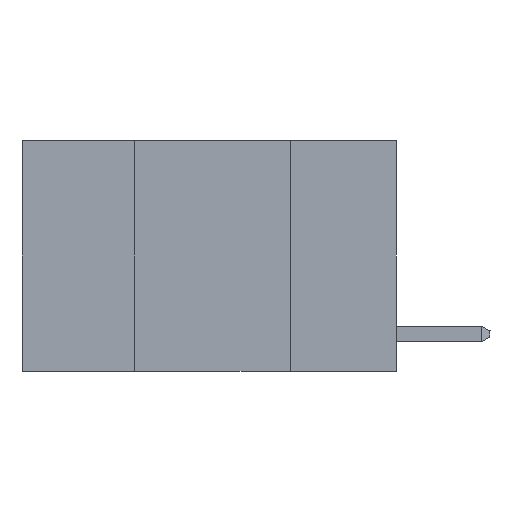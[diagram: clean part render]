
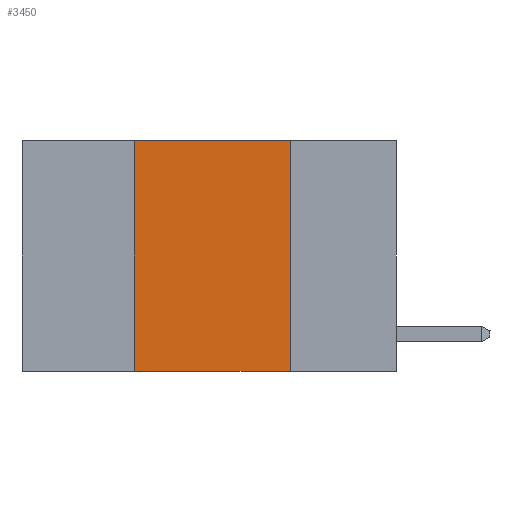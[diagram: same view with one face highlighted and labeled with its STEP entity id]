
A CAD part, left-side view. The second image highlights one B-rep face of the part: STEP entity #3450.
In plain terms, the highlighted planar face has unit normal (-1, 0, 0).
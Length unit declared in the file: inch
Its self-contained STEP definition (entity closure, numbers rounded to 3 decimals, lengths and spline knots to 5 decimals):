
#20 = AXIS2_PLACEMENT_3D ( 'NONE', #1878, #19114, #7647 ) ;
#1425 = ORIENTED_EDGE ( 'NONE', *, *, #14217, .F. ) ;
#1438 = VECTOR ( 'NONE', #20685, 39.37008 ) ;
#1878 = CARTESIAN_POINT ( 'NONE',  ( 0., 0.6, 0. ) ) ;
#2346 = CARTESIAN_POINT ( 'NONE',  ( 0., 0.17, 0. ) ) ;
#3388 = VECTOR ( 'NONE', #21966, 39.37008 ) ;
#3450 = ADVANCED_FACE ( 'NONE', ( #7194 ), #5697, .F. ) ;
#4117 = VECTOR ( 'NONE', #22883, 39.37008 ) ;
#4357 = CARTESIAN_POINT ( 'NONE',  ( 0., 0.42, -0.37 ) ) ;
#5697 = PLANE ( 'NONE',  #20 ) ;
#7194 = FACE_OUTER_BOUND ( 'NONE', #23227, .T. ) ;
#7647 = DIRECTION ( 'NONE',  ( 0., 0., -1. ) ) ;
#8426 = VERTEX_POINT ( 'NONE', #4357 ) ;
#9219 = LINE ( 'NONE', #15279, #4117 ) ;
#10177 = CARTESIAN_POINT ( 'NONE',  ( 0., 0.17, 0. ) ) ;
#12276 = ORIENTED_EDGE ( 'NONE', *, *, #23593, .T. ) ;
#12947 = CARTESIAN_POINT ( 'NONE',  ( 0., 0.17, -0.37 ) ) ;
#14217 = EDGE_CURVE ( 'NONE', #8426, #23736, #21765, .T. ) ;
#15279 = CARTESIAN_POINT ( 'NONE',  ( 0., 0.6, 0. ) ) ;
#15547 = ORIENTED_EDGE ( 'NONE', *, *, #23426, .F. ) ;
#16581 = VECTOR ( 'NONE', #21477, 39.37008 ) ;
#16795 = EDGE_CURVE ( 'NONE', #23736, #18693, #9219, .T. ) ;
#18661 = LINE ( 'NONE', #20069, #3388 ) ;
#18693 = VERTEX_POINT ( 'NONE', #10177 ) ;
#18771 = CARTESIAN_POINT ( 'NONE',  ( 0., 0.42, 0. ) ) ;
#18991 = VERTEX_POINT ( 'NONE', #12947 ) ;
#19114 = DIRECTION ( 'NONE',  ( 1., 0., 0. ) ) ;
#20069 = CARTESIAN_POINT ( 'NONE',  ( 0., 0.6, -0.37 ) ) ;
#20685 = DIRECTION ( 'NONE',  ( 0., 0., 1. ) ) ;
#21171 = ORIENTED_EDGE ( 'NONE', *, *, #16795, .F. ) ;
#21477 = DIRECTION ( 'NONE',  ( 0., 0., -1. ) ) ;
#21631 = LINE ( 'NONE', #2346, #16581 ) ;
#21765 = LINE ( 'NONE', #18771, #1438 ) ;
#21966 = DIRECTION ( 'NONE',  ( 0., -1., 0. ) ) ;
#22362 = CARTESIAN_POINT ( 'NONE',  ( 0., 0.42, 0. ) ) ;
#22883 = DIRECTION ( 'NONE',  ( 0., -1., 0. ) ) ;
#23227 = EDGE_LOOP ( 'NONE', ( #15547, #21171, #1425, #12276 ) ) ;
#23426 = EDGE_CURVE ( 'NONE', #18693, #18991, #21631, .T. ) ;
#23593 = EDGE_CURVE ( 'NONE', #8426, #18991, #18661, .T. ) ;
#23736 = VERTEX_POINT ( 'NONE', #22362 ) ;
